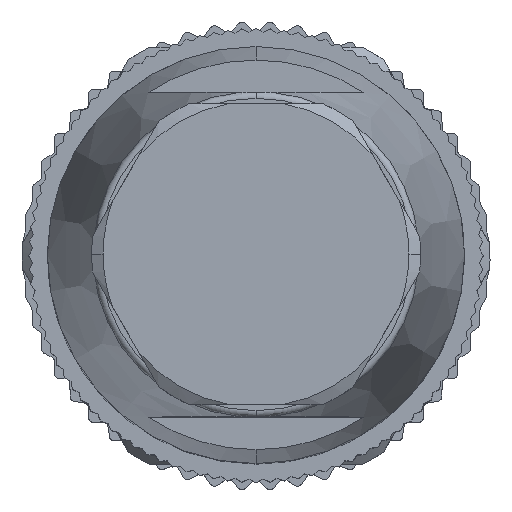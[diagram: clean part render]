
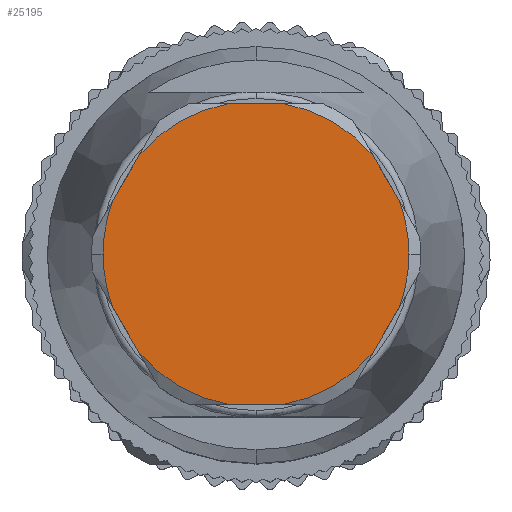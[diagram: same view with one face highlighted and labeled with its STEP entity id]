
A CAD part, top view. The second image highlights one B-rep face of the part: STEP entity #25195.
In plain terms, the highlighted planar face has unit normal (0, 0, 1).
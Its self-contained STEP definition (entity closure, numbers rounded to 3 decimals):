
#25133=AXIS2_PLACEMENT_3D('Plane Axis2P3D',#25130,#25131,#25132) ;
#25137=AXIS2_PLACEMENT_3D('Circle Axis2P3D',#25135,#25136,$) ;
#25142=AXIS2_PLACEMENT_3D('Circle Axis2P3D',#25140,#25141,$) ;
#25149=AXIS2_PLACEMENT_3D('Circle Axis2P3D',#25147,#25148,$) ;
#25154=AXIS2_PLACEMENT_3D('Circle Axis2P3D',#25152,#25153,$) ;
#25159=AXIS2_PLACEMENT_3D('Circle Axis2P3D',#25157,#25158,$) ;
#25164=AXIS2_PLACEMENT_3D('Circle Axis2P3D',#25162,#25163,$) ;
#25171=AXIS2_PLACEMENT_3D('Circle Axis2P3D',#25169,#25170,$) ;
#25176=AXIS2_PLACEMENT_3D('Circle Axis2P3D',#25174,#25175,$) ;
#24651=CARTESIAN_POINT('Line Origine',(15.729,6.832,60.1)) ;
#24655=CARTESIAN_POINT('Vertex',(15.157,5.841,60.1)) ;
#24657=CARTESIAN_POINT('Vertex',(16.301,7.823,60.1)) ;
#24737=CARTESIAN_POINT('Vertex',(11.245,3.582,60.1)) ;
#24740=CARTESIAN_POINT('Line Origine',(10.1,3.582,60.1)) ;
#24744=CARTESIAN_POINT('Vertex',(8.955,3.582,60.1)) ;
#24809=CARTESIAN_POINT('Vertex',(5.043,5.841,60.1)) ;
#24812=CARTESIAN_POINT('Line Origine',(4.471,6.832,60.1)) ;
#24816=CARTESIAN_POINT('Vertex',(3.899,7.823,60.1)) ;
#24908=CARTESIAN_POINT('Vertex',(3.899,12.341,60.1)) ;
#24911=CARTESIAN_POINT('Line Origine',(4.471,13.332,60.1)) ;
#24915=CARTESIAN_POINT('Vertex',(5.043,14.323,60.1)) ;
#24980=CARTESIAN_POINT('Vertex',(8.955,16.582,60.1)) ;
#24983=CARTESIAN_POINT('Line Origine',(10.1,16.582,60.1)) ;
#24987=CARTESIAN_POINT('Vertex',(11.245,16.582,60.1)) ;
#25045=CARTESIAN_POINT('Line Origine',(15.729,13.332,60.1)) ;
#25049=CARTESIAN_POINT('Vertex',(16.301,12.341,60.1)) ;
#25051=CARTESIAN_POINT('Vertex',(15.157,14.323,60.1)) ;
#25130=CARTESIAN_POINT('Axis2P3D Location',(10.1,10.082,60.1)) ;
#25135=CARTESIAN_POINT('Axis2P3D Location',(10.1,10.082,60.1)) ;
#25140=CARTESIAN_POINT('Axis2P3D Location',(10.1,10.082,60.1)) ;
#25144=CARTESIAN_POINT('Vertex',(16.7,10.082,60.1)) ;
#25147=CARTESIAN_POINT('Axis2P3D Location',(10.1,10.082,60.1)) ;
#25152=CARTESIAN_POINT('Axis2P3D Location',(10.1,10.082,60.1)) ;
#25157=CARTESIAN_POINT('Axis2P3D Location',(10.1,10.082,60.1)) ;
#25162=CARTESIAN_POINT('Axis2P3D Location',(10.1,10.082,60.1)) ;
#25166=CARTESIAN_POINT('Vertex',(3.5,10.082,60.1)) ;
#25169=CARTESIAN_POINT('Axis2P3D Location',(10.1,10.082,60.1)) ;
#25174=CARTESIAN_POINT('Axis2P3D Location',(10.1,10.082,60.1)) ;
#24652=DIRECTION('Vector Direction',(0.5,0.866,0.)) ;
#24741=DIRECTION('Vector Direction',(1.,0.,0.)) ;
#24813=DIRECTION('Vector Direction',(0.5,-0.866,0.)) ;
#24912=DIRECTION('Vector Direction',(-0.5,-0.866,0.)) ;
#24984=DIRECTION('Vector Direction',(-1.,0.,0.)) ;
#25046=DIRECTION('Vector Direction',(-0.5,0.866,0.)) ;
#25131=DIRECTION('Axis2P3D Direction',(0.,0.,1.)) ;
#25132=DIRECTION('Axis2P3D XDirection',(-1.,0.,0.)) ;
#25136=DIRECTION('Axis2P3D Direction',(0.,0.,1.)) ;
#25141=DIRECTION('Axis2P3D Direction',(0.,0.,1.)) ;
#25148=DIRECTION('Axis2P3D Direction',(0.,0.,1.)) ;
#25153=DIRECTION('Axis2P3D Direction',(0.,0.,1.)) ;
#25158=DIRECTION('Axis2P3D Direction',(0.,0.,1.)) ;
#25163=DIRECTION('Axis2P3D Direction',(0.,0.,1.)) ;
#25170=DIRECTION('Axis2P3D Direction',(0.,0.,1.)) ;
#25175=DIRECTION('Axis2P3D Direction',(0.,0.,1.)) ;
#24653=VECTOR('Line Direction',#24652,1.) ;
#24742=VECTOR('Line Direction',#24741,1.) ;
#24814=VECTOR('Line Direction',#24813,1.) ;
#24913=VECTOR('Line Direction',#24912,1.) ;
#24985=VECTOR('Line Direction',#24984,1.) ;
#25047=VECTOR('Line Direction',#25046,1.) ;
#25180=ORIENTED_EDGE('',*,*,#24746,.T.) ;
#25181=ORIENTED_EDGE('',*,*,#25139,.T.) ;
#25182=ORIENTED_EDGE('',*,*,#24659,.T.) ;
#25183=ORIENTED_EDGE('',*,*,#25146,.T.) ;
#25184=ORIENTED_EDGE('',*,*,#25151,.T.) ;
#25185=ORIENTED_EDGE('',*,*,#25053,.T.) ;
#25186=ORIENTED_EDGE('',*,*,#25156,.T.) ;
#25187=ORIENTED_EDGE('',*,*,#24989,.T.) ;
#25188=ORIENTED_EDGE('',*,*,#25161,.T.) ;
#25189=ORIENTED_EDGE('',*,*,#24917,.T.) ;
#25190=ORIENTED_EDGE('',*,*,#25168,.T.) ;
#25191=ORIENTED_EDGE('',*,*,#25173,.T.) ;
#25192=ORIENTED_EDGE('',*,*,#24818,.T.) ;
#25193=ORIENTED_EDGE('',*,*,#25178,.T.) ;
#25195=ADVANCED_FACE('Hauptk\X2\00F6\X0\rper',(#25194),#25134,.T.) ;
#25138=CIRCLE('generated circle',#25137,6.6) ;
#25143=CIRCLE('generated circle',#25142,6.6) ;
#25150=CIRCLE('generated circle',#25149,6.6) ;
#25155=CIRCLE('generated circle',#25154,6.6) ;
#25160=CIRCLE('generated circle',#25159,6.6) ;
#25165=CIRCLE('generated circle',#25164,6.6) ;
#25172=CIRCLE('generated circle',#25171,6.6) ;
#25177=CIRCLE('generated circle',#25176,6.6) ;
#24659=EDGE_CURVE('',#24656,#24658,#24654,.T.) ;
#24746=EDGE_CURVE('',#24745,#24738,#24743,.T.) ;
#24818=EDGE_CURVE('',#24817,#24810,#24815,.T.) ;
#24917=EDGE_CURVE('',#24916,#24909,#24914,.T.) ;
#24989=EDGE_CURVE('',#24988,#24981,#24986,.T.) ;
#25053=EDGE_CURVE('',#25050,#25052,#25048,.T.) ;
#25139=EDGE_CURVE('',#24738,#24656,#25138,.T.) ;
#25146=EDGE_CURVE('',#24658,#25145,#25143,.T.) ;
#25151=EDGE_CURVE('',#25145,#25050,#25150,.T.) ;
#25156=EDGE_CURVE('',#25052,#24988,#25155,.T.) ;
#25161=EDGE_CURVE('',#24981,#24916,#25160,.T.) ;
#25168=EDGE_CURVE('',#24909,#25167,#25165,.T.) ;
#25173=EDGE_CURVE('',#25167,#24817,#25172,.T.) ;
#25178=EDGE_CURVE('',#24810,#24745,#25177,.T.) ;
#25179=EDGE_LOOP('',(#25180,#25181,#25182,#25183,#25184,#25185,#25186,#25187,#25188,#25189,#25190,#25191,#25192,#25193)) ;
#25194=FACE_OUTER_BOUND('',#25179,.T.) ;
#24654=LINE('Line',#24651,#24653) ;
#24743=LINE('Line',#24740,#24742) ;
#24815=LINE('Line',#24812,#24814) ;
#24914=LINE('Line',#24911,#24913) ;
#24986=LINE('Line',#24983,#24985) ;
#25048=LINE('Line',#25045,#25047) ;
#25134=PLANE('',#25133) ;
#24656=VERTEX_POINT('',#24655) ;
#24658=VERTEX_POINT('',#24657) ;
#24738=VERTEX_POINT('',#24737) ;
#24745=VERTEX_POINT('',#24744) ;
#24810=VERTEX_POINT('',#24809) ;
#24817=VERTEX_POINT('',#24816) ;
#24909=VERTEX_POINT('',#24908) ;
#24916=VERTEX_POINT('',#24915) ;
#24981=VERTEX_POINT('',#24980) ;
#24988=VERTEX_POINT('',#24987) ;
#25050=VERTEX_POINT('',#25049) ;
#25052=VERTEX_POINT('',#25051) ;
#25145=VERTEX_POINT('',#25144) ;
#25167=VERTEX_POINT('',#25166) ;
